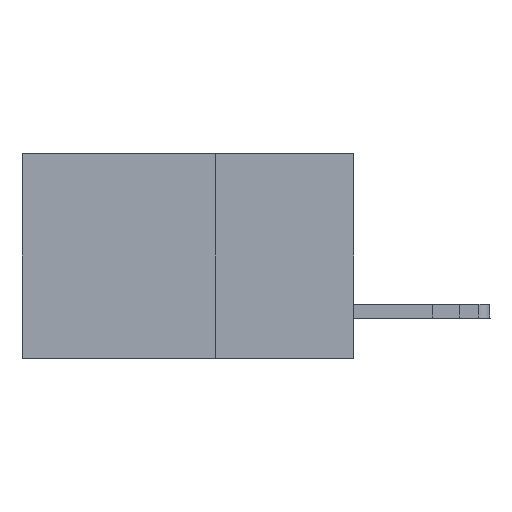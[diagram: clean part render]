
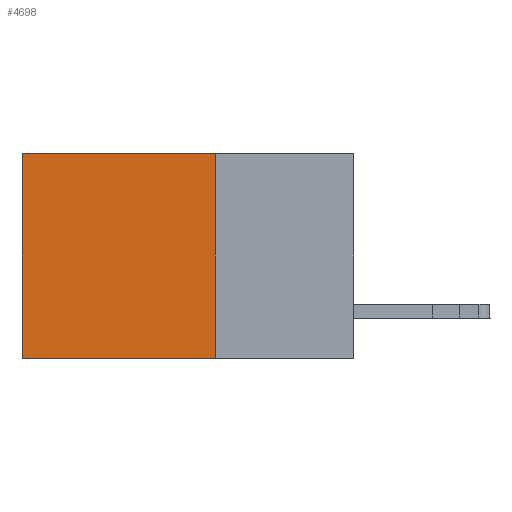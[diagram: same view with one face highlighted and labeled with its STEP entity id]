
A CAD part, left-side view. The second image highlights one B-rep face of the part: STEP entity #4698.
In plain terms, the highlighted planar face has unit normal (-1, 0, 0).
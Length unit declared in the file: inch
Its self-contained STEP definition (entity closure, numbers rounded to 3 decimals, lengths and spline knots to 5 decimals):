
#421 = DIRECTION ( 'NONE',  ( 0., 0., -1. ) ) ;
#747 = PLANE ( 'NONE',  #16477 ) ;
#1063 = ORIENTED_EDGE ( 'NONE', *, *, #14244, .F. ) ;
#1160 = CARTESIAN_POINT ( 'NONE',  ( 0.2875, 0.25, -0.37 ) ) ;
#2103 = DIRECTION ( 'NONE',  ( 0., 0., -1. ) ) ;
#2507 = VECTOR ( 'NONE', #10356, 39.37008 ) ;
#2961 = VECTOR ( 'NONE', #2103, 39.37008 ) ;
#3174 = EDGE_LOOP ( 'NONE', ( #10022, #1063, #4897, #10001 ) ) ;
#4698 = ADVANCED_FACE ( 'NONE', ( #6291 ), #747, .F. ) ;
#4897 = ORIENTED_EDGE ( 'NONE', *, *, #11438, .F. ) ;
#5547 = CARTESIAN_POINT ( 'NONE',  ( 0.2875, 0.6, 0. ) ) ;
#6291 = FACE_OUTER_BOUND ( 'NONE', #3174, .T. ) ;
#6493 = CARTESIAN_POINT ( 'NONE',  ( 0.2875, 0.25, 0. ) ) ;
#6651 = LINE ( 'NONE', #5547, #14755 ) ;
#6955 = LINE ( 'NONE', #7230, #2507 ) ;
#7230 = CARTESIAN_POINT ( 'NONE',  ( 0.2875, 0.25, 0. ) ) ;
#7425 = CARTESIAN_POINT ( 'NONE',  ( 0.2875, 0.6, -0.37 ) ) ;
#8153 = VERTEX_POINT ( 'NONE', #18771 ) ;
#8915 = CARTESIAN_POINT ( 'NONE',  ( 0.2875, 0.25, 0. ) ) ;
#9638 = VERTEX_POINT ( 'NONE', #8915 ) ;
#9712 = CARTESIAN_POINT ( 'NONE',  ( 0.2875, 0.25, 0. ) ) ;
#9796 = DIRECTION ( 'NONE',  ( 0., 0., -1. ) ) ;
#10001 = ORIENTED_EDGE ( 'NONE', *, *, #11098, .T. ) ;
#10022 = ORIENTED_EDGE ( 'NONE', *, *, #12170, .T. ) ;
#10356 = DIRECTION ( 'NONE',  ( 0., 1., 0. ) ) ;
#11098 = EDGE_CURVE ( 'NONE', #9638, #12901, #6955, .T. ) ;
#11438 = EDGE_CURVE ( 'NONE', #9638, #8153, #16892, .T. ) ;
#11618 = DIRECTION ( 'NONE',  ( 0., 1., 0. ) ) ;
#12170 = EDGE_CURVE ( 'NONE', #12901, #12918, #6651, .T. ) ;
#12901 = VERTEX_POINT ( 'NONE', #17696 ) ;
#12918 = VERTEX_POINT ( 'NONE', #7425 ) ;
#13174 = LINE ( 'NONE', #1160, #15736 ) ;
#14244 = EDGE_CURVE ( 'NONE', #8153, #12918, #13174, .T. ) ;
#14755 = VECTOR ( 'NONE', #9796, 39.37008 ) ;
#15202 = DIRECTION ( 'NONE',  ( 1., 0., 0. ) ) ;
#15736 = VECTOR ( 'NONE', #11618, 39.37008 ) ;
#16477 = AXIS2_PLACEMENT_3D ( 'NONE', #9712, #15202, #421 ) ;
#16892 = LINE ( 'NONE', #6493, #2961 ) ;
#17696 = CARTESIAN_POINT ( 'NONE',  ( 0.2875, 0.6, 0. ) ) ;
#18771 = CARTESIAN_POINT ( 'NONE',  ( 0.2875, 0.25, -0.37 ) ) ;
